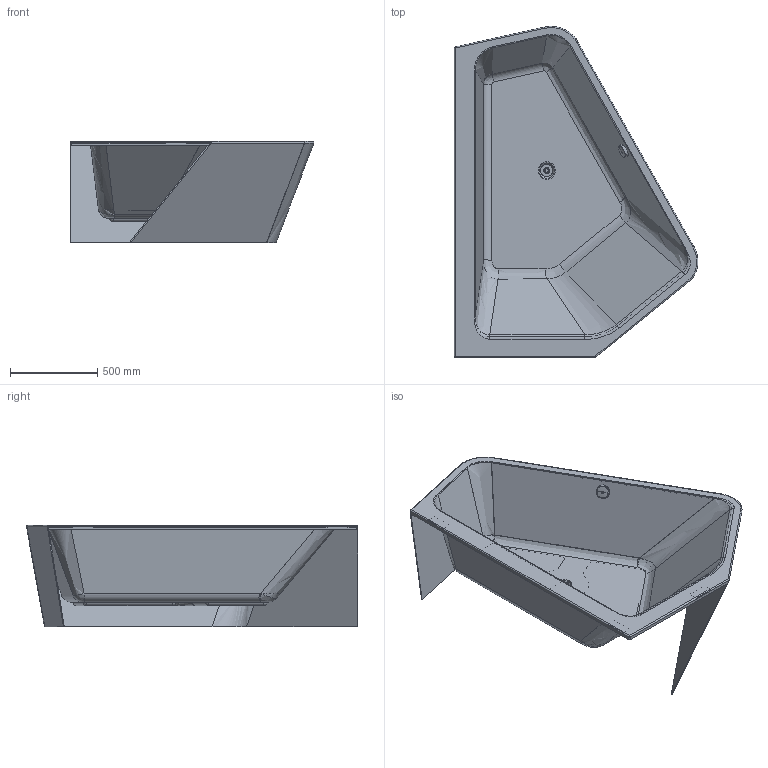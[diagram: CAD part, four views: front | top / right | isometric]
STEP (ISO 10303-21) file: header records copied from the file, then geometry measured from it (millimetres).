
FILE_DESCRIPTION((''),'2;1');
FILE_NAME('700396.stp','2015-05-29T08:37:32',('Administrator'),(''),'Autodesk Inventor 2011','Autodesk Inventor 2011','');
FILE_SCHEMA(('CONFIG_CONTROL_DESIGN'));
Length unit declared in the file: millimetre
Products named in the file (4): 700396; Stopfen PAIOVA 5; Verschluss_Ueberlauf PAIOVA 5
Assembly tree (3 placements, depth 2):
  700396
    700396
    Stopfen PAIOVA 5
    Verschluss_Ueberlauf PAIOVA 5
Bounding box: 1399.72 x 1899.64 x 580 mm (x, y, z)
Volume: 36261073.8 mm3; surface area: 10168060.8 mm2
Topology: 3 solids, 3 shells, 318 faces, 829 edges, 505 vertices
Faces by surface type: plane 142, bspline 74, cylinder 73, torus 13, sphere 11, cone 5
Full cylindrical faces by diameter (mm): 9.2 x1, 13 x1, 14.5 x1, 24 x1, 29.2 x1, 32 x2, 52 x1, 72 x1
Entity records: 17137 total; most frequent: CARTESIAN_POINT 9411, ORIENTED_EDGE 1590, DIRECTION 1478, EDGE_CURVE 795, AXIS2_PLACEMENT_3D 525, VERTEX_POINT 495, VECTOR 428, LINE 428
